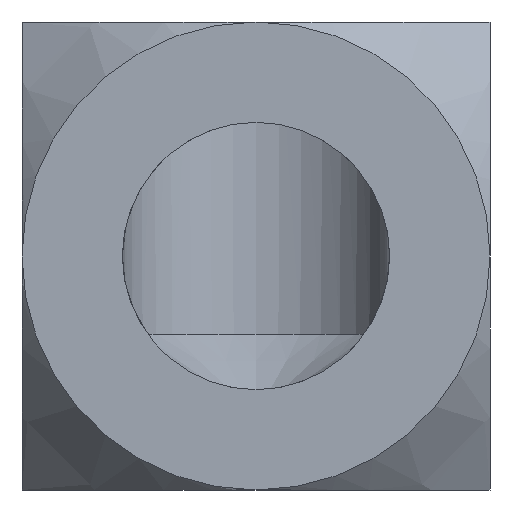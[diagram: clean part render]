
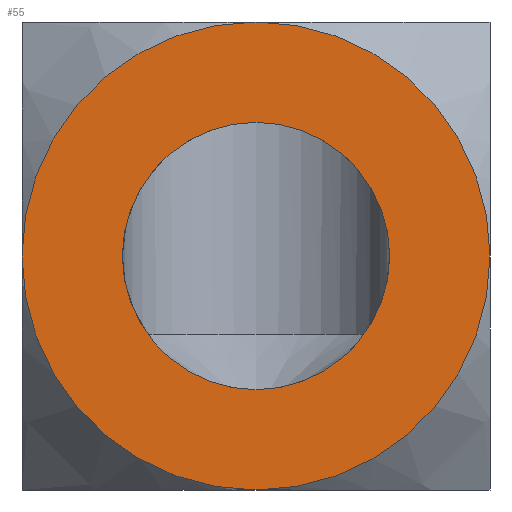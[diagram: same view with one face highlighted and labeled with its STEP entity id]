
A CAD part, front view. The second image highlights one B-rep face of the part: STEP entity #55.
In plain terms, the highlighted planar face has unit normal (0, -1, 0).
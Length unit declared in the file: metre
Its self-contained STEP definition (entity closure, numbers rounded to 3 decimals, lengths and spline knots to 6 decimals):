
#55 = ADVANCED_FACE( '', ( #119, #120 ), #121, .F. );
#119 = FACE_BOUND( '', #207, .T. );
#120 = FACE_OUTER_BOUND( '', #208, .T. );
#121 = PLANE( '', #209 );
#207 = EDGE_LOOP( '', ( #288 ) );
#208 = EDGE_LOOP( '', ( #289, #290, #291, #292 ) );
#209 = AXIS2_PLACEMENT_3D( '', #293, #294, #295 );
#288 = ORIENTED_EDGE( '', *, *, #458, .T. );
#289 = ORIENTED_EDGE( '', *, *, #459, .F. );
#290 = ORIENTED_EDGE( '', *, *, #460, .T. );
#291 = ORIENTED_EDGE( '', *, *, #461, .F. );
#292 = ORIENTED_EDGE( '', *, *, #462, .F. );
#293 = CARTESIAN_POINT( '', ( -0.0075, 0., 0.0075 ) );
#294 = DIRECTION( '', ( 0., 1., 0. ) );
#295 = DIRECTION( '', ( 0., 0., 1. ) );
#458 = EDGE_CURVE( '', #522, #522, #523, .T. );
#459 = EDGE_CURVE( '', #524, #525, #526, .T. );
#460 = EDGE_CURVE( '', #524, #527, #528, .T. );
#461 = EDGE_CURVE( '', #529, #527, #530, .T. );
#462 = EDGE_CURVE( '', #525, #529, #531, .T. );
#522 = VERTEX_POINT( '', #611 );
#523 = CIRCLE( '', #612, 0.004283 );
#524 = VERTEX_POINT( '', #613 );
#525 = VERTEX_POINT( '', #614 );
#526 = CIRCLE( '', #615, 0.0075 );
#527 = VERTEX_POINT( '', #616 );
#528 = CIRCLE( '', #617, 0.0075 );
#529 = VERTEX_POINT( '', #618 );
#530 = CIRCLE( '', #619, 0.0075 );
#531 = CIRCLE( '', #620, 0.0075 );
#611 = CARTESIAN_POINT( '', ( 0., 0., -0.004283 ) );
#612 = AXIS2_PLACEMENT_3D( '', #914, #915, #916 );
#613 = CARTESIAN_POINT( '', ( 0., 0., 0.0075 ) );
#614 = CARTESIAN_POINT( '', ( 0.0075, 0., 0. ) );
#615 = AXIS2_PLACEMENT_3D( '', #917, #918, #919 );
#616 = CARTESIAN_POINT( '', ( -0.0075, 0., 0. ) );
#617 = AXIS2_PLACEMENT_3D( '', #920, #921, #922 );
#618 = CARTESIAN_POINT( '', ( 0., 0., -0.0075 ) );
#619 = AXIS2_PLACEMENT_3D( '', #923, #924, #925 );
#620 = AXIS2_PLACEMENT_3D( '', #926, #927, #928 );
#914 = CARTESIAN_POINT( '', ( 0., 0., 0. ) );
#915 = DIRECTION( '', ( 0., 1., 0. ) );
#916 = DIRECTION( '', ( 0., 0., -1. ) );
#917 = CARTESIAN_POINT( '', ( 0., 0., 0. ) );
#918 = DIRECTION( '', ( 0., 1., 0. ) );
#919 = DIRECTION( '', ( 0., 0., 1. ) );
#920 = CARTESIAN_POINT( '', ( 0., 0., 0. ) );
#921 = DIRECTION( '', ( 0., -1., 0. ) );
#922 = DIRECTION( '', ( 0., 0., -1. ) );
#923 = CARTESIAN_POINT( '', ( 0., 0., 0. ) );
#924 = DIRECTION( '', ( 0., 1., 0. ) );
#925 = DIRECTION( '', ( 0., 0., 1. ) );
#926 = CARTESIAN_POINT( '', ( 0., 0., 0. ) );
#927 = DIRECTION( '', ( 0., 1., 0. ) );
#928 = DIRECTION( '', ( 0., 0., 1. ) );
